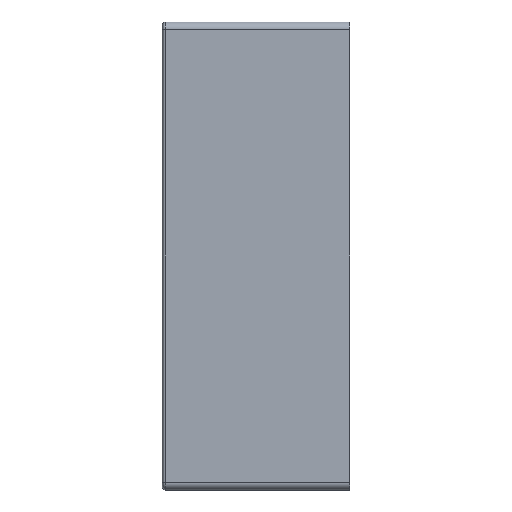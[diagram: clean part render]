
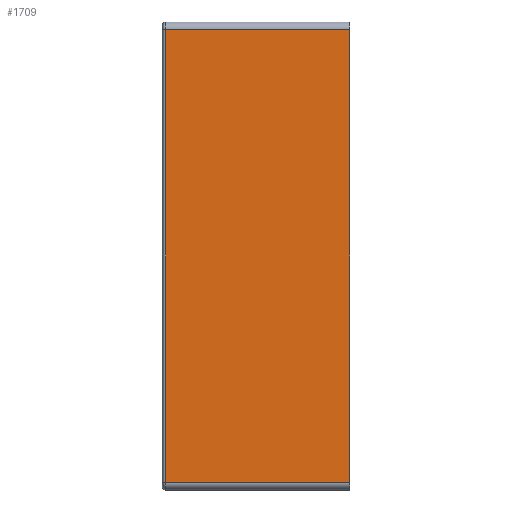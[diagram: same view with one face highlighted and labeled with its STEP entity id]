
A CAD part, left-side view. The second image highlights one B-rep face of the part: STEP entity #1709.
In plain terms, the highlighted planar face has unit normal (-1, 0, 0).
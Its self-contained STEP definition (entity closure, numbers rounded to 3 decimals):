
#283=FACE_OUTER_BOUND('',#396,.T.);
#396=EDGE_LOOP('',(#1347,#1348,#1349,#1350));
#519=LINE('',#2887,#643);
#523=LINE('',#2900,#647);
#524=LINE('',#2902,#648);
#525=LINE('',#2903,#649);
#643=VECTOR('',#2308,10.);
#647=VECTOR('',#2324,10.);
#648=VECTOR('',#2325,10.);
#649=VECTOR('',#2326,10.);
#782=VERTEX_POINT('',#2879);
#784=VERTEX_POINT('',#2885);
#787=VERTEX_POINT('',#2899);
#788=VERTEX_POINT('',#2901);
#980=EDGE_CURVE('',#784,#782,#519,.T.);
#987=EDGE_CURVE('',#787,#784,#523,.T.);
#988=EDGE_CURVE('',#788,#787,#524,.T.);
#989=EDGE_CURVE('',#782,#788,#525,.T.);
#1347=ORIENTED_EDGE('',*,*,#980,.F.);
#1348=ORIENTED_EDGE('',*,*,#987,.F.);
#1349=ORIENTED_EDGE('',*,*,#988,.F.);
#1350=ORIENTED_EDGE('',*,*,#989,.F.);
#1642=PLANE('',#1898);
#1709=ADVANCED_FACE('',(#283),#1642,.T.);
#1898=AXIS2_PLACEMENT_3D('',#2898,#2322,#2323);
#2308=DIRECTION('',(0.,0.,1.));
#2322=DIRECTION('center_axis',(-1.,0.,0.));
#2323=DIRECTION('ref_axis',(0.,0.,1.));
#2324=DIRECTION('',(0.,1.,0.));
#2325=DIRECTION('',(0.,0.,-1.));
#2326=DIRECTION('',(0.,-1.,0.));
#2879=CARTESIAN_POINT('',(-10.,59.,72.5));
#2885=CARTESIAN_POINT('',(-10.,59.,-72.5));
#2887=CARTESIAN_POINT('',(-10.,59.,-37.5));
#2898=CARTESIAN_POINT('Origin',(-10.,0.,-75.));
#2899=CARTESIAN_POINT('',(-10.,0.,-72.5));
#2900=CARTESIAN_POINT('',(-10.,0.,-72.5));
#2901=CARTESIAN_POINT('',(-10.,0.,72.5));
#2902=CARTESIAN_POINT('',(-10.,0.,75.));
#2903=CARTESIAN_POINT('',(-10.,0.,72.5));
